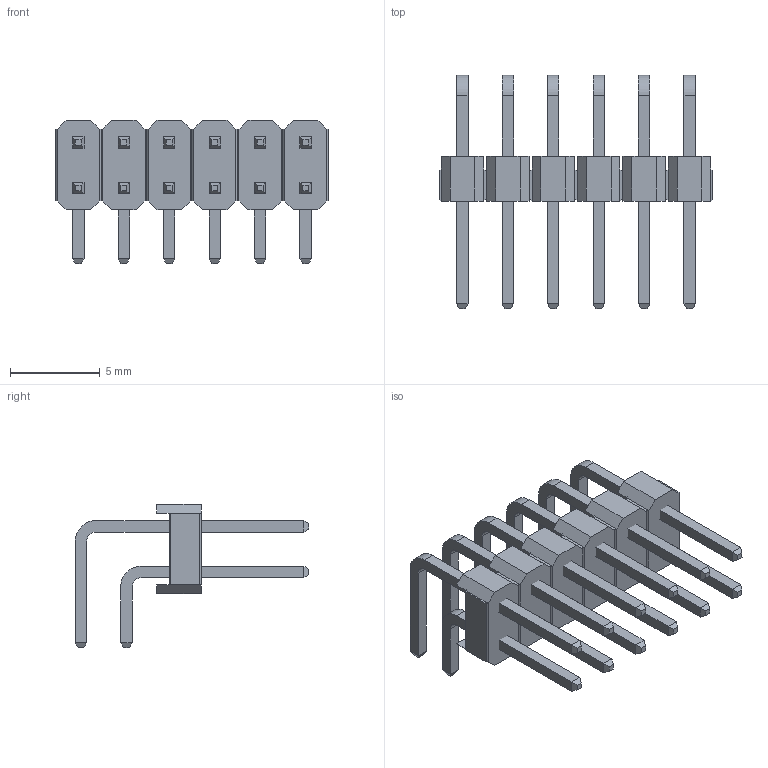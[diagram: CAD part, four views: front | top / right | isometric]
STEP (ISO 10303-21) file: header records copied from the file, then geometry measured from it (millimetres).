
FILE_DESCRIPTION(('STEP AP214'), '1');
FILE_NAME('DS1022-2x5RF11', '2017-07-15T11:40:45', ('Nobody'), (''), 'ASCON STEP Converter 1.3', 'ASCON Math Kernel', '');
FILE_SCHEMA(('AUTOMOTIVE_DESIGN { 1 0 10303 214 3 1 1}'));
Length unit declared in the file: millimetre
Assembly tree (7 placements, depth 2):
  (unnamed)
    (unnamed)
    (unnamed)  x6
Bounding box: 15.24 x 13.04 x 8 mm (x, y, z)
Volume: 217.9 mm3; surface area: 777.6 mm2
Topology: 13 solids, 13 shells, 328 faces, 738 edges, 436 vertices
Faces by surface type: plane 304, cylinder 24
Entity records: 5433 total; most frequent: CARTESIAN_POINT 690, ORIENTED_EDGE 676, DIRECTION 658, EDGE_CURVE 338, LINE 330, VECTOR 330, VERTEX_POINT 196, AXIS2_PLACEMENT_3D 164
